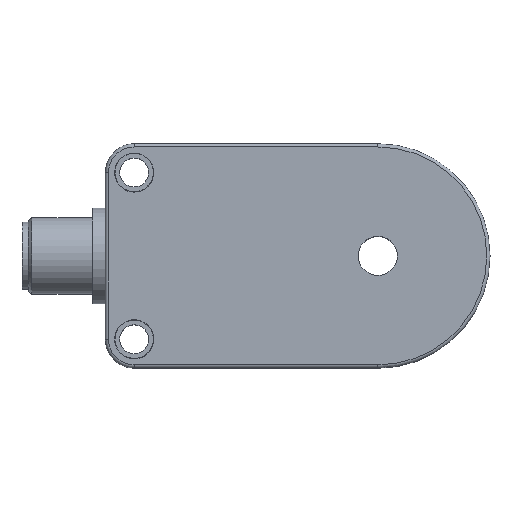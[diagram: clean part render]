
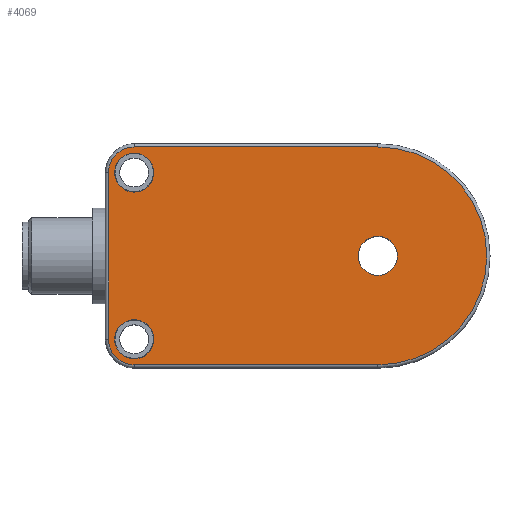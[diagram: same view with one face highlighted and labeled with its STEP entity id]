
A CAD part, top view. The second image highlights one B-rep face of the part: STEP entity #4069.
In plain terms, the highlighted planar face has unit normal (0, 0, 1).
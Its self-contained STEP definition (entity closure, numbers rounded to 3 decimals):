
#153=LINE('',#6762,#357);
#154=LINE('',#6766,#358);
#155=LINE('',#6769,#359);
#357=VECTOR('',#5437,38.);
#358=VECTOR('',#5440,38.);
#359=VECTOR('',#5443,26.);
#614=FACE_BOUND('',#1086,.T.);
#615=FACE_BOUND('',#1087,.T.);
#616=FACE_BOUND('',#1088,.T.);
#804=FACE_OUTER_BOUND('',#1085,.T.);
#1085=EDGE_LOOP('',(#2976,#2977,#2978,#2979,#2980,#2981));
#1086=EDGE_LOOP('',(#2982));
#1087=EDGE_LOOP('',(#2983));
#1088=EDGE_LOOP('',(#2984));
#1422=CIRCLE('',#4365,3.05);
#1435=CIRCLE('',#4379,3.05);
#1506=CIRCLE('',#4501,4.);
#1507=CIRCLE('',#4502,17.);
#1508=CIRCLE('',#4503,4.);
#1509=CIRCLE('',#4504,3.05);
#1763=VERTEX_POINT('',#6457);
#1788=VERTEX_POINT('',#6508);
#1856=VERTEX_POINT('',#6758);
#1857=VERTEX_POINT('',#6759);
#1858=VERTEX_POINT('',#6761);
#1859=VERTEX_POINT('',#6763);
#1860=VERTEX_POINT('',#6765);
#1861=VERTEX_POINT('',#6767);
#1862=VERTEX_POINT('',#6770);
#2161=EDGE_CURVE('',#1763,#1763,#1422,.T.);
#2186=EDGE_CURVE('',#1788,#1788,#1435,.T.);
#2304=EDGE_CURVE('',#1856,#1857,#1506,.T.);
#2305=EDGE_CURVE('',#1858,#1856,#153,.T.);
#2306=EDGE_CURVE('',#1859,#1858,#1507,.T.);
#2307=EDGE_CURVE('',#1860,#1859,#154,.T.);
#2308=EDGE_CURVE('',#1861,#1860,#1508,.T.);
#2309=EDGE_CURVE('',#1857,#1861,#155,.T.);
#2310=EDGE_CURVE('',#1862,#1862,#1509,.T.);
#2976=ORIENTED_EDGE('',*,*,#2304,.F.);
#2977=ORIENTED_EDGE('',*,*,#2305,.F.);
#2978=ORIENTED_EDGE('',*,*,#2306,.F.);
#2979=ORIENTED_EDGE('',*,*,#2307,.F.);
#2980=ORIENTED_EDGE('',*,*,#2308,.F.);
#2981=ORIENTED_EDGE('',*,*,#2309,.F.);
#2982=ORIENTED_EDGE('',*,*,#2310,.F.);
#2983=ORIENTED_EDGE('',*,*,#2161,.T.);
#2984=ORIENTED_EDGE('',*,*,#2186,.T.);
#3678=PLANE('',#4500);
#4069=ADVANCED_FACE('',(#804,#614,#615,#616),#3678,.T.);
#4365=AXIS2_PLACEMENT_3D('',#6458,#5109,#5110);
#4379=AXIS2_PLACEMENT_3D('',#6509,#5149,#5150);
#4500=AXIS2_PLACEMENT_3D('',#6757,#5433,#5434);
#4501=AXIS2_PLACEMENT_3D('',#6760,#5435,#5436);
#4502=AXIS2_PLACEMENT_3D('',#6764,#5438,#5439);
#4503=AXIS2_PLACEMENT_3D('',#6768,#5441,#5442);
#4504=AXIS2_PLACEMENT_3D('',#6771,#5444,#5445);
#5109=DIRECTION('center_axis',(0.,0.,-1.));
#5110=DIRECTION('ref_axis',(-1.,0.,0.));
#5149=DIRECTION('center_axis',(0.,0.,-1.));
#5150=DIRECTION('ref_axis',(-1.,0.,0.));
#5433=DIRECTION('center_axis',(0.,0.,1.));
#5434=DIRECTION('ref_axis',(1.,0.,0.));
#5435=DIRECTION('center_axis',(0.,0.,-1.));
#5436=DIRECTION('ref_axis',(-0.707,-0.707,0.));
#5437=DIRECTION('',(-1.,0.,0.));
#5438=DIRECTION('center_axis',(0.,0.,-1.));
#5439=DIRECTION('ref_axis',(1.,0.,0.));
#5440=DIRECTION('',(1.,0.,0.));
#5441=DIRECTION('center_axis',(0.,0.,-1.));
#5442=DIRECTION('ref_axis',(-0.707,0.707,0.));
#5443=DIRECTION('',(0.,1.,0.));
#5444=DIRECTION('center_axis',(0.,0.,1.));
#5445=DIRECTION('ref_axis',(-1.,0.,0.));
#6457=CARTESIAN_POINT('',(7.55,30.5,20.));
#6458=CARTESIAN_POINT('Origin',(4.5,30.5,20.));
#6508=CARTESIAN_POINT('',(7.55,4.5,20.));
#6509=CARTESIAN_POINT('Origin',(4.5,4.5,20.));
#6757=CARTESIAN_POINT('Origin',(24.921,17.5,20.));
#6758=CARTESIAN_POINT('',(4.5,0.5,20.));
#6759=CARTESIAN_POINT('',(0.5,4.5,20.));
#6760=CARTESIAN_POINT('Origin',(4.5,4.5,20.));
#6761=CARTESIAN_POINT('',(42.5,0.5,20.));
#6762=CARTESIAN_POINT('',(12.46,0.5,20.));
#6763=CARTESIAN_POINT('',(42.5,34.5,20.));
#6764=CARTESIAN_POINT('Origin',(42.5,17.5,20.));
#6765=CARTESIAN_POINT('',(4.5,34.5,20.));
#6766=CARTESIAN_POINT('',(33.71,34.5,20.));
#6767=CARTESIAN_POINT('',(0.5,30.5,20.));
#6768=CARTESIAN_POINT('Origin',(4.5,30.5,20.));
#6769=CARTESIAN_POINT('',(0.5,26.25,20.));
#6770=CARTESIAN_POINT('',(45.55,17.5,20.));
#6771=CARTESIAN_POINT('Origin',(42.5,17.5,20.));
